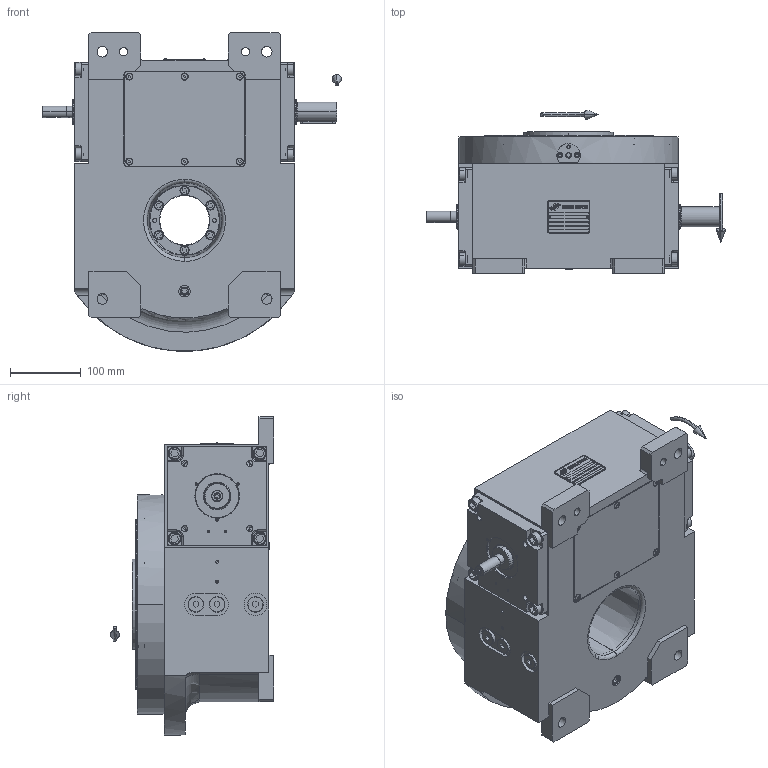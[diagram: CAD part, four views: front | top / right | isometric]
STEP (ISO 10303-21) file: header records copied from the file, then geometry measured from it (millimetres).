
FILE_DESCRIPTION (( 'STEP AP203' ), '1' );
FILE_NAME ('PC5200644.step', '2024-09-18T06:36:54', ( '' ), ( '' ), 'SwSTEP 2.0', 'SolidWorks 2020', '' );
FILE_SCHEMA (( 'CONFIG_CONTROL_DESIGN' ));
Length unit declared in the file: millimetre
Products named in the file (84): CFN2223_02_004.stp; cfn2000_01_161; CFN2155_01_195.stp; rig09_002_bc; cfn2115_02_057; cfn2151_01_167; cfn2205_01_015; olio_agip_blasia_150; cfn2107_01_001; cfn2000_01_126; RIG09_005_ASM.stp; cfn2003_01_054; cfn2000_01_081; rig09_004; RIG09_005_AF0.stp; cfn2104_01_018; cfn2115_01_005; rig09_001_a; AS_rig09_016; 900_38_30_003; CFN2104_02_018.stp; PC5200644; freccia_angolare_albero; cfn2476_01_002_60x46; rig09_003_16; rig09_016; AS_rig09_002_bc; CFN2010_01_020.stp; rig09_071_16_m.stp; cfn2000_01_099; cfn2155_01_095; CFN2203_02_002.stp; RIG09_021_AF1.stp; cfn2128_19_002; cfn2151_01_115; CFN2356_03_053.stp; cfn2155_01_196; rig09_007_master; cfn2276_01_056; AS_cfn2476_01_002_60x46 ...
Assembly tree (71 placements, depth 5):
  CFN2223_02_004.stp
  cfn2115_02_057
  cfn2151_01_167
  cfn2205_01_015
  olio_agip_blasia_150
Bounding box: 422 x 231 x 450 mm (x, y, z)
Volume: 4764214.9 mm3; surface area: 1230420.2 mm2
Topology: 62 solids, 62 shells, 1997 faces, 4918 edges, 3155 vertices
Faces by surface type: plane 1029, cylinder 631, cone 302, torus 29, sphere 4, bspline 2
Entity records: 69360 total; most frequent: CARTESIAN_POINT 13647, DIRECTION 9965, ORIENTED_EDGE 9516, EDGE_CURVE 4758, AXIS2_PLACEMENT_3D 3428, VECTOR 3109, LINE 3109, VERTEX_POINT 3094
